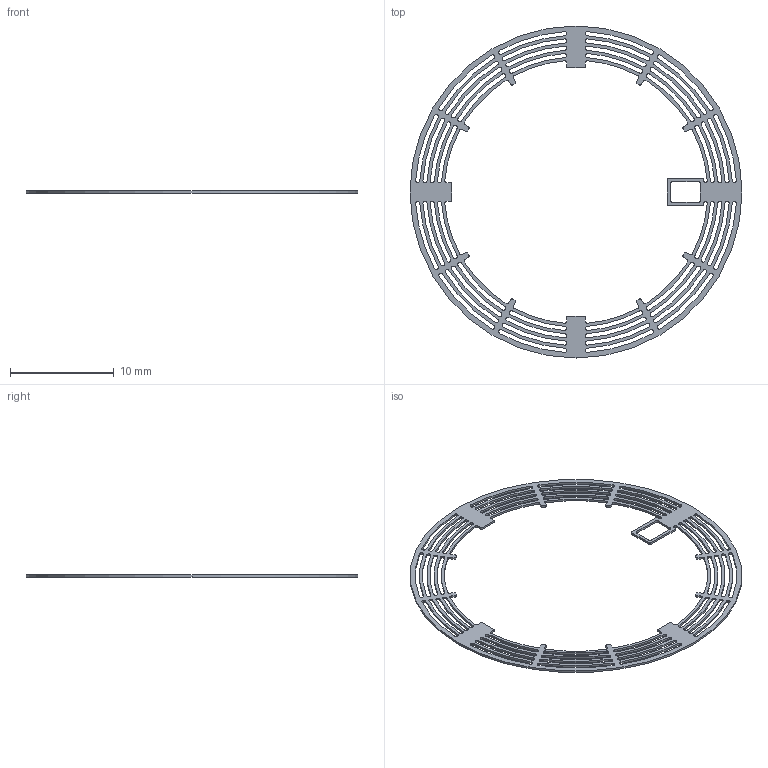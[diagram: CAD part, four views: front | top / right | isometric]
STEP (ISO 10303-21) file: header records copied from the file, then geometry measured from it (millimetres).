
FILE_DESCRIPTION (( 'STEP AP203' ), '1' );
FILE_NAME ('Etage B V2.STEP', '2023-08-03T00:40:46', ( '' ), ( '' ), 'SwSTEP 2.0', 'SolidWorks 2022', '' );
FILE_SCHEMA (( 'CONFIG_CONTROL_DESIGN' ));
Length unit declared in the file: millimetre
Products named in the file (1): Etage B V2
Bounding box: 32 x 32 x 0.2 mm (x, y, z)
Volume: 36.9 mm3; surface area: 541.1 mm2
Topology: 1 solids, 1 shells, 452 faces, 1350 edges, 900 vertices
Faces by surface type: cylinder 408, plane 44
Entity records: 15967 total; most frequent: DIRECTION 3072, CARTESIAN_POINT 2703, ORIENTED_EDGE 2700, EDGE_CURVE 1350, AXIS2_PLACEMENT_3D 1269, VERTEX_POINT 900, CIRCLE 816, EDGE_LOOP 552
